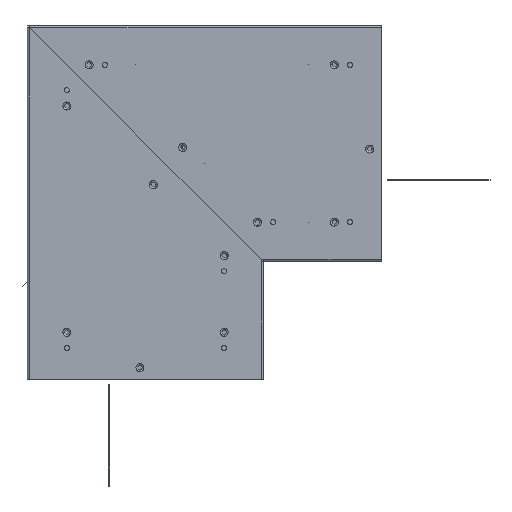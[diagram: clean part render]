
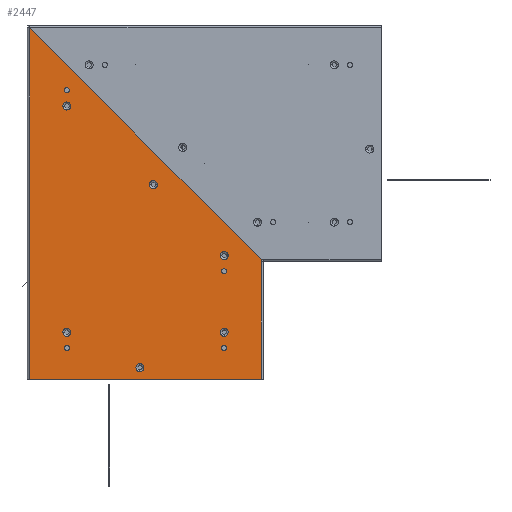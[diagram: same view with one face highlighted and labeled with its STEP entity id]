
A CAD part, front view. The second image highlights one B-rep face of the part: STEP entity #2447.
In plain terms, the highlighted planar face has unit normal (0, -1, 0).
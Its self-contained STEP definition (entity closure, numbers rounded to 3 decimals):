
#307=DIRECTION('',(0.,0.,1.));
#308=VECTOR('',#307,150.);
#309=CARTESIAN_POINT('',(147.,0.,0.));
#310=LINE('',#309,#308);
#603=DIRECTION('',(0.707,0.,-0.707));
#604=VECTOR('',#603,415.779);
#605=CARTESIAN_POINT('',(-147.,0.,447.));
#606=LINE('',#605,#604);
#610=DIRECTION('',(0.,0.,-1.));
#611=VECTOR('',#610,3.);
#612=CARTESIAN_POINT('',(147.,0.,153.));
#613=LINE('',#612,#611);
#617=CARTESIAN_POINT('',(100.,0.,60.));
#618=DIRECTION('',(0.,-1.,0.));
#619=DIRECTION('',(0.,0.,-1.));
#620=AXIS2_PLACEMENT_3D('',#617,#618,#619);
#625=CARTESIAN_POINT('',(100.,0.,60.));
#626=DIRECTION('',(0.,-1.,0.));
#627=DIRECTION('',(0.,0.,1.));
#628=AXIS2_PLACEMENT_3D('',#625,#626,#627);
#633=CARTESIAN_POINT('',(-7.,0.,15.));
#634=DIRECTION('',(0.,-1.,0.));
#635=DIRECTION('',(0.,0.,-1.));
#636=AXIS2_PLACEMENT_3D('',#633,#634,#635);
#641=CARTESIAN_POINT('',(-7.,0.,15.));
#642=DIRECTION('',(0.,-1.,0.));
#643=DIRECTION('',(0.,0.,1.));
#644=AXIS2_PLACEMENT_3D('',#641,#642,#643);
#649=CARTESIAN_POINT('',(-100.,0.,60.));
#650=DIRECTION('',(0.,-1.,0.));
#651=DIRECTION('',(1.,0.,0.));
#652=AXIS2_PLACEMENT_3D('',#649,#650,#651);
#657=CARTESIAN_POINT('',(-100.,0.,60.));
#658=DIRECTION('',(0.,-1.,0.));
#659=DIRECTION('',(-1.,0.,0.));
#660=AXIS2_PLACEMENT_3D('',#657,#658,#659);
#665=CARTESIAN_POINT('',(-100.,0.,347.674));
#666=DIRECTION('',(0.,-1.,0.));
#667=DIRECTION('',(1.,0.,0.));
#668=AXIS2_PLACEMENT_3D('',#665,#666,#667);
#673=CARTESIAN_POINT('',(-100.,0.,347.674));
#674=DIRECTION('',(0.,-1.,0.));
#675=DIRECTION('',(-1.,0.,0.));
#676=AXIS2_PLACEMENT_3D('',#673,#674,#675);
#681=CARTESIAN_POINT('',(10.,0.,247.574));
#682=DIRECTION('',(0.,-1.,0.));
#683=DIRECTION('',(1.,0.,0.));
#684=AXIS2_PLACEMENT_3D('',#681,#682,#683);
#689=CARTESIAN_POINT('',(10.,0.,247.574));
#690=DIRECTION('',(0.,-1.,0.));
#691=DIRECTION('',(-1.,0.,0.));
#692=AXIS2_PLACEMENT_3D('',#689,#690,#691);
#697=CARTESIAN_POINT('',(100.,0.,157.574));
#698=DIRECTION('',(0.,-1.,0.));
#699=DIRECTION('',(1.,0.,0.));
#700=AXIS2_PLACEMENT_3D('',#697,#698,#699);
#705=CARTESIAN_POINT('',(100.,0.,157.574));
#706=DIRECTION('',(0.,-1.,0.));
#707=DIRECTION('',(-1.,0.,0.));
#708=AXIS2_PLACEMENT_3D('',#705,#706,#707);
#713=CARTESIAN_POINT('',(-100.,0.,367.674));
#714=DIRECTION('',(0.,1.,0.));
#715=DIRECTION('',(0.,0.,1.));
#716=AXIS2_PLACEMENT_3D('',#713,#714,#715);
#721=CARTESIAN_POINT('',(-100.,0.,367.674));
#722=DIRECTION('',(0.,1.,0.));
#723=DIRECTION('',(0.,0.,-1.));
#724=AXIS2_PLACEMENT_3D('',#721,#722,#723);
#729=CARTESIAN_POINT('',(-100.,0.,40.));
#730=DIRECTION('',(0.,1.,0.));
#731=DIRECTION('',(0.,0.,1.));
#732=AXIS2_PLACEMENT_3D('',#729,#730,#731);
#737=CARTESIAN_POINT('',(-100.,0.,40.));
#738=DIRECTION('',(0.,1.,0.));
#739=DIRECTION('',(0.,0.,-1.));
#740=AXIS2_PLACEMENT_3D('',#737,#738,#739);
#745=CARTESIAN_POINT('',(100.,0.,40.));
#746=DIRECTION('',(0.,1.,0.));
#747=DIRECTION('',(0.,0.,1.));
#748=AXIS2_PLACEMENT_3D('',#745,#746,#747);
#753=CARTESIAN_POINT('',(100.,0.,40.));
#754=DIRECTION('',(0.,1.,0.));
#755=DIRECTION('',(0.,0.,-1.));
#756=AXIS2_PLACEMENT_3D('',#753,#754,#755);
#761=CARTESIAN_POINT('',(100.,0.,137.574));
#762=DIRECTION('',(0.,1.,0.));
#763=DIRECTION('',(0.,0.,1.));
#764=AXIS2_PLACEMENT_3D('',#761,#762,#763);
#769=CARTESIAN_POINT('',(100.,0.,137.574));
#770=DIRECTION('',(0.,1.,0.));
#771=DIRECTION('',(0.,0.,-1.));
#772=AXIS2_PLACEMENT_3D('',#769,#770,#771);
#798=DIRECTION('',(1.,0.,0.));
#799=VECTOR('',#798,294.);
#800=CARTESIAN_POINT('',(-147.,0.,0.));
#801=LINE('',#800,#799);
#851=DIRECTION('',(0.,0.,1.));
#852=VECTOR('',#851,447.);
#853=CARTESIAN_POINT('',(-147.,0.,0.));
#854=LINE('',#853,#852);
#1919=CARTESIAN_POINT('',(-147.,0.,0.));
#1920=CARTESIAN_POINT('',(147.,0.,0.));
#1921=VERTEX_POINT('',#1919);
#1922=VERTEX_POINT('',#1920);
#1931=CARTESIAN_POINT('',(100.,0.,54.9));
#1932=CARTESIAN_POINT('',(100.,0.,65.1));
#1933=VERTEX_POINT('',#1931);
#1934=VERTEX_POINT('',#1932);
#1955=CARTESIAN_POINT('',(-7.,0.,9.9));
#1956=CARTESIAN_POINT('',(-7.,0.,20.1));
#1957=VERTEX_POINT('',#1955);
#1958=VERTEX_POINT('',#1956);
#1963=CARTESIAN_POINT('',(-147.,0.,447.));
#1964=CARTESIAN_POINT('',(147.,0.,153.));
#1965=VERTEX_POINT('',#1963);
#1966=VERTEX_POINT('',#1964);
#1999=CARTESIAN_POINT('',(-94.9,0.,60.));
#2000=CARTESIAN_POINT('',(-105.1,0.,60.));
#2001=VERTEX_POINT('',#1999);
#2002=VERTEX_POINT('',#2000);
#2023=CARTESIAN_POINT('',(-94.9,0.,347.674));
#2024=CARTESIAN_POINT('',(-105.1,0.,347.674));
#2025=VERTEX_POINT('',#2023);
#2026=VERTEX_POINT('',#2024);
#2047=CARTESIAN_POINT('',(15.1,0.,247.574));
#2048=CARTESIAN_POINT('',(4.9,0.,247.574));
#2049=VERTEX_POINT('',#2047);
#2050=VERTEX_POINT('',#2048);
#2071=CARTESIAN_POINT('',(105.1,0.,157.574));
#2072=CARTESIAN_POINT('',(94.9,0.,157.574));
#2073=VERTEX_POINT('',#2071);
#2074=VERTEX_POINT('',#2072);
#2087=CARTESIAN_POINT('',(147.,0.,150.));
#2088=VERTEX_POINT('',#2087);
#2099=CARTESIAN_POINT('',(-100.,0.,370.924));
#2100=CARTESIAN_POINT('',(-100.,0.,364.424));
#2101=VERTEX_POINT('',#2099);
#2102=VERTEX_POINT('',#2100);
#2103=CARTESIAN_POINT('',(-100.,0.,43.25));
#2104=CARTESIAN_POINT('',(-100.,0.,36.75));
#2105=VERTEX_POINT('',#2103);
#2106=VERTEX_POINT('',#2104);
#2107=CARTESIAN_POINT('',(100.,0.,43.25));
#2108=CARTESIAN_POINT('',(100.,0.,36.75));
#2109=VERTEX_POINT('',#2107);
#2110=VERTEX_POINT('',#2108);
#2111=CARTESIAN_POINT('',(100.,0.,140.824));
#2112=CARTESIAN_POINT('',(100.,0.,134.324));
#2113=VERTEX_POINT('',#2111);
#2114=VERTEX_POINT('',#2112);
#2372=CARTESIAN_POINT('',(0.,0.,0.));
#2373=DIRECTION('',(0.,-1.,0.));
#2374=DIRECTION('',(1.,0.,0.));
#2375=AXIS2_PLACEMENT_3D('',#2372,#2373,#2374);
#2376=PLANE('',#2375);
#2377=ORIENTED_EDGE('',*,*,#2362,.T.);
#2379=ORIENTED_EDGE('',*,*,#2378,.T.);
#2380=ORIENTED_EDGE('',*,*,#2192,.F.);
#2382=ORIENTED_EDGE('',*,*,#2381,.F.);
#2384=ORIENTED_EDGE('',*,*,#2383,.T.);
#2385=EDGE_LOOP('',(#2377,#2379,#2380,#2382,#2384));
#2386=FACE_OUTER_BOUND('',#2385,.F.);
#2388=ORIENTED_EDGE('',*,*,#2387,.T.);
#2390=ORIENTED_EDGE('',*,*,#2389,.T.);
#2391=EDGE_LOOP('',(#2388,#2390));
#2392=FACE_BOUND('',#2391,.F.);
#2394=ORIENTED_EDGE('',*,*,#2393,.T.);
#2396=ORIENTED_EDGE('',*,*,#2395,.T.);
#2397=EDGE_LOOP('',(#2394,#2396));
#2398=FACE_BOUND('',#2397,.F.);
#2400=ORIENTED_EDGE('',*,*,#2399,.T.);
#2402=ORIENTED_EDGE('',*,*,#2401,.T.);
#2403=EDGE_LOOP('',(#2400,#2402));
#2404=FACE_BOUND('',#2403,.F.);
#2406=ORIENTED_EDGE('',*,*,#2405,.T.);
#2408=ORIENTED_EDGE('',*,*,#2407,.T.);
#2409=EDGE_LOOP('',(#2406,#2408));
#2410=FACE_BOUND('',#2409,.F.);
#2412=ORIENTED_EDGE('',*,*,#2411,.T.);
#2414=ORIENTED_EDGE('',*,*,#2413,.T.);
#2415=EDGE_LOOP('',(#2412,#2414));
#2416=FACE_BOUND('',#2415,.F.);
#2418=ORIENTED_EDGE('',*,*,#2417,.T.);
#2420=ORIENTED_EDGE('',*,*,#2419,.T.);
#2421=EDGE_LOOP('',(#2418,#2420));
#2422=FACE_BOUND('',#2421,.F.);
#2424=ORIENTED_EDGE('',*,*,#2423,.F.);
#2426=ORIENTED_EDGE('',*,*,#2425,.F.);
#2427=EDGE_LOOP('',(#2424,#2426));
#2428=FACE_BOUND('',#2427,.F.);
#2430=ORIENTED_EDGE('',*,*,#2429,.F.);
#2432=ORIENTED_EDGE('',*,*,#2431,.F.);
#2433=EDGE_LOOP('',(#2430,#2432));
#2434=FACE_BOUND('',#2433,.F.);
#2436=ORIENTED_EDGE('',*,*,#2435,.F.);
#2438=ORIENTED_EDGE('',*,*,#2437,.F.);
#2439=EDGE_LOOP('',(#2436,#2438));
#2440=FACE_BOUND('',#2439,.F.);
#2442=ORIENTED_EDGE('',*,*,#2441,.F.);
#2444=ORIENTED_EDGE('',*,*,#2443,.F.);
#2445=EDGE_LOOP('',(#2442,#2444));
#2446=FACE_BOUND('',#2445,.F.);
#621=CIRCLE('',#620,5.1);
#629=CIRCLE('',#628,5.1);
#637=CIRCLE('',#636,5.1);
#645=CIRCLE('',#644,5.1);
#653=CIRCLE('',#652,5.1);
#661=CIRCLE('',#660,5.1);
#669=CIRCLE('',#668,5.1);
#677=CIRCLE('',#676,5.1);
#685=CIRCLE('',#684,5.1);
#693=CIRCLE('',#692,5.1);
#701=CIRCLE('',#700,5.1);
#709=CIRCLE('',#708,5.1);
#717=CIRCLE('',#716,3.25);
#725=CIRCLE('',#724,3.25);
#733=CIRCLE('',#732,3.25);
#741=CIRCLE('',#740,3.25);
#749=CIRCLE('',#748,3.25);
#757=CIRCLE('',#756,3.25);
#765=CIRCLE('',#764,3.25);
#773=CIRCLE('',#772,3.25);
#2192=EDGE_CURVE('',#1922,#2088,#310,.T.);
#2362=EDGE_CURVE('',#1965,#1966,#606,.T.);
#2378=EDGE_CURVE('',#1966,#2088,#613,.T.);
#2381=EDGE_CURVE('',#1921,#1922,#801,.T.);
#2383=EDGE_CURVE('',#1921,#1965,#854,.T.);
#2387=EDGE_CURVE('',#1933,#1934,#621,.T.);
#2389=EDGE_CURVE('',#1934,#1933,#629,.T.);
#2393=EDGE_CURVE('',#1957,#1958,#637,.T.);
#2395=EDGE_CURVE('',#1958,#1957,#645,.T.);
#2399=EDGE_CURVE('',#2001,#2002,#653,.T.);
#2401=EDGE_CURVE('',#2002,#2001,#661,.T.);
#2405=EDGE_CURVE('',#2025,#2026,#669,.T.);
#2407=EDGE_CURVE('',#2026,#2025,#677,.T.);
#2411=EDGE_CURVE('',#2049,#2050,#685,.T.);
#2413=EDGE_CURVE('',#2050,#2049,#693,.T.);
#2417=EDGE_CURVE('',#2073,#2074,#701,.T.);
#2419=EDGE_CURVE('',#2074,#2073,#709,.T.);
#2423=EDGE_CURVE('',#2101,#2102,#717,.T.);
#2425=EDGE_CURVE('',#2102,#2101,#725,.T.);
#2429=EDGE_CURVE('',#2105,#2106,#733,.T.);
#2431=EDGE_CURVE('',#2106,#2105,#741,.T.);
#2435=EDGE_CURVE('',#2109,#2110,#749,.T.);
#2437=EDGE_CURVE('',#2110,#2109,#757,.T.);
#2441=EDGE_CURVE('',#2113,#2114,#765,.T.);
#2443=EDGE_CURVE('',#2114,#2113,#773,.T.);
#2447=ADVANCED_FACE('',(#2386,#2392,#2398,#2404,#2410,#2416,#2422,#2428,#2434,
#2440,#2446),#2376,.T.);
